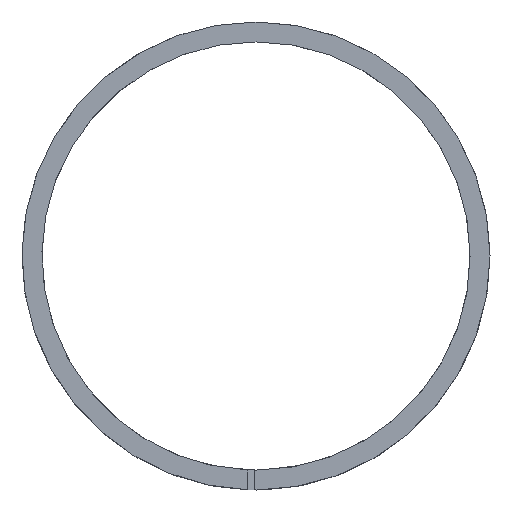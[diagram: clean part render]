
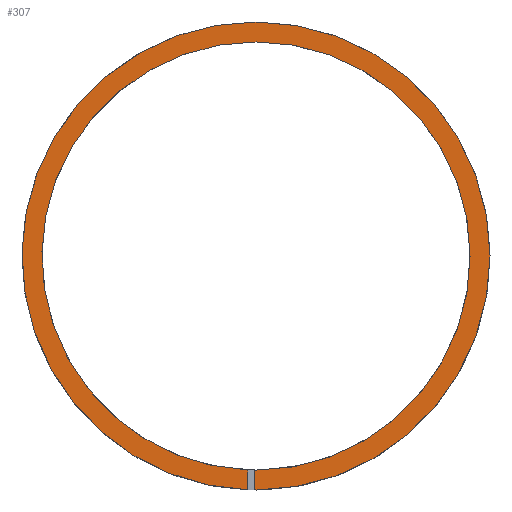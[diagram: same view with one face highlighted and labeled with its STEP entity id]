
A CAD part, front view. The second image highlights one B-rep face of the part: STEP entity #307.
In plain terms, the highlighted planar face has unit normal (0, -1, 0).
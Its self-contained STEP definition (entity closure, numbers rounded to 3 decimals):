
#1 = DIRECTION ( 'NONE',  ( 0., 0., 1. ) ) ;
#7 = DIRECTION ( 'NONE',  ( 0., 1., 0. ) ) ;
#12 = DIRECTION ( 'NONE',  ( 0., 1., 0. ) ) ;
#15 = AXIS2_PLACEMENT_3D ( 'NONE', #138, #7, #23 ) ;
#16 = CARTESIAN_POINT ( 'NONE',  ( -1.707, -1., -42.966 ) ) ;
#23 = DIRECTION ( 'NONE',  ( 0., 0., 1. ) ) ;
#32 = DIRECTION ( 'NONE',  ( 0., 1., 0. ) ) ;
#36 = CARTESIAN_POINT ( 'NONE',  ( -1.707, -1., -46.969 ) ) ;
#43 = DIRECTION ( 'NONE',  ( 0., 1., 0. ) ) ;
#51 = CARTESIAN_POINT ( 'NONE',  ( 0., -1., 0. ) ) ;
#63 = EDGE_CURVE ( 'NONE', #379, #247, #403, .T. ) ;
#72 = VERTEX_POINT ( 'NONE', #212 ) ;
#82 = VERTEX_POINT ( 'NONE', #148 ) ;
#85 = ORIENTED_EDGE ( 'NONE', *, *, #63, .T. ) ;
#95 = ORIENTED_EDGE ( 'NONE', *, *, #231, .T. ) ;
#96 = EDGE_CURVE ( 'NONE', #103, #72, #396, .T. ) ;
#103 = VERTEX_POINT ( 'NONE', #220 ) ;
#107 = ORIENTED_EDGE ( 'NONE', *, *, #180, .F. ) ;
#130 = EDGE_CURVE ( 'NONE', #379, #230, #397, .T. ) ;
#132 = AXIS2_PLACEMENT_3D ( 'NONE', #51, #154, #197 ) ;
#135 = LINE ( 'NONE', #275, #281 ) ;
#138 = CARTESIAN_POINT ( 'NONE',  ( 0., -1., 0. ) ) ;
#148 = CARTESIAN_POINT ( 'NONE',  ( 0., -1., -47. ) ) ;
#154 = DIRECTION ( 'NONE',  ( 0., 1., 0. ) ) ;
#164 = CARTESIAN_POINT ( 'NONE',  ( 0., -1., 0. ) ) ;
#168 = EDGE_CURVE ( 'NONE', #82, #361, #259, .T. ) ;
#169 = AXIS2_PLACEMENT_3D ( 'NONE', #303, #32, #300 ) ;
#180 = EDGE_CURVE ( 'NONE', #230, #82, #256, .T. ) ;
#191 = AXIS2_PLACEMENT_3D ( 'NONE', #290, #334, #1 ) ;
#197 = DIRECTION ( 'NONE',  ( 0., 0., 1. ) ) ;
#209 = DIRECTION ( 'NONE',  ( 0., 0., -1. ) ) ;
#211 = ORIENTED_EDGE ( 'NONE', *, *, #414, .T. ) ;
#212 = CARTESIAN_POINT ( 'NONE',  ( 0., -1., -43. ) ) ;
#213 = VERTEX_POINT ( 'NONE', #293 ) ;
#220 = CARTESIAN_POINT ( 'NONE',  ( 0., -1., 43. ) ) ;
#222 = ORIENTED_EDGE ( 'NONE', *, *, #130, .F. ) ;
#230 = VERTEX_POINT ( 'NONE', #330 ) ;
#231 = EDGE_CURVE ( 'NONE', #247, #103, #253, .T. ) ;
#247 = VERTEX_POINT ( 'NONE', #16 ) ;
#248 = EDGE_LOOP ( 'NONE', ( #222, #85, #95, #381, #211, #357, #358, #107 ) ) ;
#252 = VECTOR ( 'NONE', #304, 1000. ) ;
#253 = CIRCLE ( 'NONE', #355, 43. ) ;
#256 = CIRCLE ( 'NONE', #132, 47. ) ;
#259 = CIRCLE ( 'NONE', #15, 47. ) ;
#272 = CIRCLE ( 'NONE', #274, 43. ) ;
#274 = AXIS2_PLACEMENT_3D ( 'NONE', #331, #43, #329 ) ;
#275 = CARTESIAN_POINT ( 'NONE',  ( -0.293, -1., 0. ) ) ;
#276 = FACE_OUTER_BOUND ( 'NONE', #248, .T. ) ;
#277 = DIRECTION ( 'NONE',  ( 0., 0., 1. ) ) ;
#281 = VECTOR ( 'NONE', #209, 1000. ) ;
#289 = PLANE ( 'NONE',  #191 ) ;
#290 = CARTESIAN_POINT ( 'NONE',  ( 0., -1., 0. ) ) ;
#293 = CARTESIAN_POINT ( 'NONE',  ( -0.293, -1., -42.999 ) ) ;
#296 = CARTESIAN_POINT ( 'NONE',  ( -1.707, -1., 0. ) ) ;
#300 = DIRECTION ( 'NONE',  ( 0., 0., 1. ) ) ;
#302 = DIRECTION ( 'NONE',  ( 0., 0., 1. ) ) ;
#303 = CARTESIAN_POINT ( 'NONE',  ( 0., -1., 0. ) ) ;
#304 = DIRECTION ( 'NONE',  ( 0., 0., 1. ) ) ;
#307 = ADVANCED_FACE ( 'NONE', ( #276 ), #289, .F. ) ;
#319 = CARTESIAN_POINT ( 'NONE',  ( -0.293, -1., -46.999 ) ) ;
#326 = AXIS2_PLACEMENT_3D ( 'NONE', #164, #12, #277 ) ;
#329 = DIRECTION ( 'NONE',  ( 0., 0., 1. ) ) ;
#330 = CARTESIAN_POINT ( 'NONE',  ( 0., -1., 47. ) ) ;
#331 = CARTESIAN_POINT ( 'NONE',  ( 0., -1., 0. ) ) ;
#334 = DIRECTION ( 'NONE',  ( 0., 1., 0. ) ) ;
#336 = EDGE_CURVE ( 'NONE', #213, #361, #135, .T. ) ;
#355 = AXIS2_PLACEMENT_3D ( 'NONE', #359, #415, #302 ) ;
#357 = ORIENTED_EDGE ( 'NONE', *, *, #336, .T. ) ;
#358 = ORIENTED_EDGE ( 'NONE', *, *, #168, .F. ) ;
#359 = CARTESIAN_POINT ( 'NONE',  ( 0., -1., 0. ) ) ;
#361 = VERTEX_POINT ( 'NONE', #319 ) ;
#379 = VERTEX_POINT ( 'NONE', #36 ) ;
#381 = ORIENTED_EDGE ( 'NONE', *, *, #96, .T. ) ;
#396 = CIRCLE ( 'NONE', #169, 43. ) ;
#397 = CIRCLE ( 'NONE', #326, 47. ) ;
#403 = LINE ( 'NONE', #296, #252 ) ;
#414 = EDGE_CURVE ( 'NONE', #72, #213, #272, .T. ) ;
#415 = DIRECTION ( 'NONE',  ( 0., 1., 0. ) ) ;
